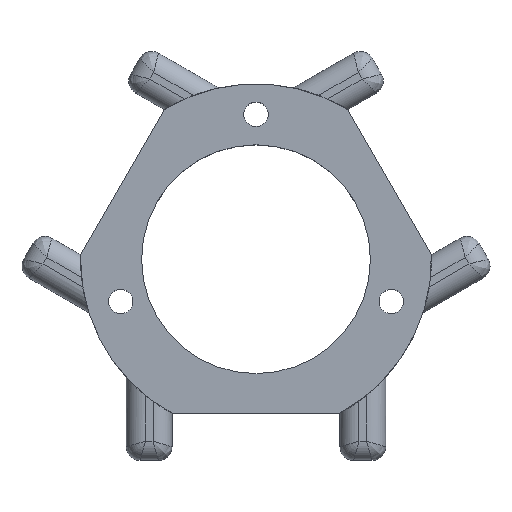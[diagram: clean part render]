
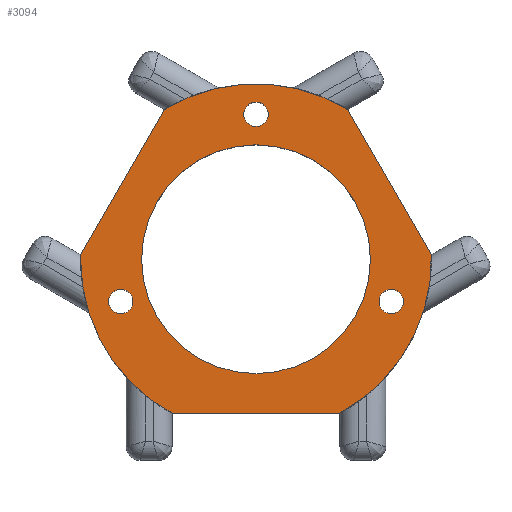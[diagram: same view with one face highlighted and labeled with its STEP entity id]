
A CAD part, top view. The second image highlights one B-rep face of the part: STEP entity #3094.
In plain terms, the highlighted planar face has unit normal (0, 0, 1).
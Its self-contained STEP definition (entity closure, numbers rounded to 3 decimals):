
#213 = AXIS2_PLACEMENT_3D ( 'NONE', #2806, #2807, #2808 ) ;
#217 = AXIS2_PLACEMENT_3D ( 'NONE', #3872, #3873, #3874 ) ;
#226 = AXIS2_PLACEMENT_3D ( 'NONE', #2809, #2810, #2811 ) ;
#232 = CIRCLE ( 'NONE', #302, 1.6 ) ;
#235 = AXIS2_PLACEMENT_3D ( 'NONE', #3861, #3862, #3863 ) ;
#250 = CIRCLE ( 'NONE', #317, 23. ) ;
#264 = VECTOR ( 'NONE', #2804, 1000. ) ;
#265 = VECTOR ( 'NONE', #2801, 1000. ) ;
#268 = CIRCLE ( 'NONE', #226, 15. ) ;
#275 = CIRCLE ( 'NONE', #235, 23. ) ;
#290 = CIRCLE ( 'NONE', #213, 1.6 ) ;
#298 = CIRCLE ( 'NONE', #217, 1.6 ) ;
#302 = AXIS2_PLACEMENT_3D ( 'NONE', #3877, #3878, #3879 ) ;
#310 = VECTOR ( 'NONE', #2799, 1000. ) ;
#317 = AXIS2_PLACEMENT_3D ( 'NONE', #3510, #3511, #3512 ) ;
#393 = CARTESIAN_POINT ( 'NONE',  ( 15., 0., 12. ) ) ;
#394 = CARTESIAN_POINT ( 'NONE',  ( -11., -20.199, 12. ) ) ;
#396 = CARTESIAN_POINT ( 'NONE',  ( -23., 0., 12. ) ) ;
#444 = CARTESIAN_POINT ( 'NONE',  ( -22.993, 0.573, 12. ) ) ;
#450 = CARTESIAN_POINT ( 'NONE',  ( -1.6, 19., 12. ) ) ;
#455 = CARTESIAN_POINT ( 'NONE',  ( -19.337, -5.544, 12. ) ) ;
#457 = CARTESIAN_POINT ( 'NONE',  ( 19.337, -5.544, 12. ) ) ;
#464 = CARTESIAN_POINT ( 'NONE',  ( 1.6, 19., 12. ) ) ;
#468 = CARTESIAN_POINT ( 'NONE',  ( -16.137, -5.544, 12. ) ) ;
#669 = CARTESIAN_POINT ( 'NONE',  ( 17.737, -5.544, 12. ) ) ;
#670 = DIRECTION ( 'NONE',  ( 0., 0., 1. ) ) ;
#671 = DIRECTION ( 'NONE',  ( 1., 0., 0. ) ) ;
#749 = CARTESIAN_POINT ( 'NONE',  ( 0., 0., 12. ) ) ;
#750 = DIRECTION ( 'NONE',  ( 0., 0., 1. ) ) ;
#751 = DIRECTION ( 'NONE',  ( 1., 0., 0. ) ) ;
#858 = CARTESIAN_POINT ( 'NONE',  ( 0., 0., 12. ) ) ;
#859 = DIRECTION ( 'NONE',  ( 0., 0., 1. ) ) ;
#860 = DIRECTION ( 'NONE',  ( 1., 0., 0. ) ) ;
#1020 = EDGE_CURVE ( 'NONE', #1396, #3537, #3764, .T. ) ;
#1021 = EDGE_CURVE ( 'NONE', #3698, #1347, #2795, .T. ) ;
#1022 = EDGE_CURVE ( 'NONE', #3700, #3697, #2794, .T. ) ;
#1023 = EDGE_CURVE ( 'NONE', #1416, #1402, #290, .T. ) ;
#1024 = EDGE_CURVE ( 'NONE', #1345, #3303, #268, .T. ) ;
#1036 = EDGE_CURVE ( 'NONE', #1396, #1346, #275, .T. ) ;
#1039 = EDGE_CURVE ( 'NONE', #1409, #3737, #298, .T. ) ;
#1040 = EDGE_CURVE ( 'NONE', #1420, #1407, #232, .T. ) ;
#1127 = ORIENTED_EDGE ( 'NONE', *, *, #1040, .F. ) ;
#1137 = EDGE_LOOP ( 'NONE', ( #1225, #1243, #1208, #1205, #1330, #1266, #1297 ) ) ;
#1138 = EDGE_LOOP ( 'NONE', ( #1277, #1259 ) ) ;
#1142 = EDGE_LOOP ( 'NONE', ( #1265, #1227 ) ) ;
#1147 = EDGE_LOOP ( 'NONE', ( #1127, #1222 ) ) ;
#1191 = EDGE_LOOP ( 'NONE', ( #1338, #1301 ) ) ;
#1205 = ORIENTED_EDGE ( 'NONE', *, *, #1021, .F. ) ;
#1208 = ORIENTED_EDGE ( 'NONE', *, *, #2865, .T. ) ;
#1222 = ORIENTED_EDGE ( 'NONE', *, *, #3075, .F. ) ;
#1225 = ORIENTED_EDGE ( 'NONE', *, *, #1020, .F. ) ;
#1227 = ORIENTED_EDGE ( 'NONE', *, *, #1888, .F. ) ;
#1243 = ORIENTED_EDGE ( 'NONE', *, *, #1036, .T. ) ;
#1259 = ORIENTED_EDGE ( 'NONE', *, *, #3059, .F. ) ;
#1265 = ORIENTED_EDGE ( 'NONE', *, *, #1039, .F. ) ;
#1266 = ORIENTED_EDGE ( 'NONE', *, *, #1022, .F. ) ;
#1277 = ORIENTED_EDGE ( 'NONE', *, *, #1023, .F. ) ;
#1297 = ORIENTED_EDGE ( 'NONE', *, *, #1442, .T. ) ;
#1301 = ORIENTED_EDGE ( 'NONE', *, *, #1024, .F. ) ;
#1330 = ORIENTED_EDGE ( 'NONE', *, *, #1920, .T. ) ;
#1338 = ORIENTED_EDGE ( 'NONE', *, *, #3316, .F. ) ;
#1345 = VERTEX_POINT ( 'NONE', #393 ) ;
#1346 = VERTEX_POINT ( 'NONE', #396 ) ;
#1347 = VERTEX_POINT ( 'NONE', #394 ) ;
#1396 = VERTEX_POINT ( 'NONE', #444 ) ;
#1402 = VERTEX_POINT ( 'NONE', #450 ) ;
#1407 = VERTEX_POINT ( 'NONE', #455 ) ;
#1409 = VERTEX_POINT ( 'NONE', #457 ) ;
#1416 = VERTEX_POINT ( 'NONE', #464 ) ;
#1420 = VERTEX_POINT ( 'NONE', #468 ) ;
#1442 = EDGE_CURVE ( 'NONE', #3700, #3537, #250, .T. ) ;
#1685 = CARTESIAN_POINT ( 'NONE',  ( 0., 19., 12. ) ) ;
#1686 = DIRECTION ( 'NONE',  ( 0., 0., 1. ) ) ;
#1687 = DIRECTION ( 'NONE',  ( 1., 0., 0. ) ) ;
#1874 = CARTESIAN_POINT ( 'NONE',  ( -17.737, -5.544, 12. ) ) ;
#1875 = DIRECTION ( 'NONE',  ( 0., 0., 1. ) ) ;
#1876 = DIRECTION ( 'NONE',  ( 1., 0., 0. ) ) ;
#1888 = EDGE_CURVE ( 'NONE', #3737, #1409, #3601, .T. ) ;
#1920 = EDGE_CURVE ( 'NONE', #3698, #3697, #3597, .T. ) ;
#2187 = FACE_BOUND ( 'NONE', #1191, .T. ) ;
#2188 = FACE_BOUND ( 'NONE', #1142, .T. ) ;
#2189 = PLANE ( 'NONE',  #2989 ) ;
#2190 = FACE_BOUND ( 'NONE', #1147, .T. ) ;
#2192 = FACE_OUTER_BOUND ( 'NONE', #1137, .T. ) ;
#2193 = CARTESIAN_POINT ( 'NONE',  ( 0., 0., 12. ) ) ;
#2194 = FACE_BOUND ( 'NONE', #1138, .T. ) ;
#2196 = DIRECTION ( 'NONE',  ( 0., 0., 1. ) ) ;
#2197 = DIRECTION ( 'NONE',  ( 1., 0., 0. ) ) ;
#2300 = CARTESIAN_POINT ( 'NONE',  ( -15., 0., 12. ) ) ;
#2314 = CARTESIAN_POINT ( 'NONE',  ( 0., 0., 12. ) ) ;
#2315 = DIRECTION ( 'NONE',  ( 0., 0., 1. ) ) ;
#2316 = DIRECTION ( 'NONE',  ( 1., 0., 0. ) ) ;
#2479 = CARTESIAN_POINT ( 'NONE',  ( -11.993, 19.626, 12. ) ) ;
#2607 = CARTESIAN_POINT ( 'NONE',  ( 22.993, 0.573, 12. ) ) ;
#2615 = CARTESIAN_POINT ( 'NONE',  ( 11., -20.199, 12. ) ) ;
#2617 = CARTESIAN_POINT ( 'NONE',  ( 11.993, 19.626, 12. ) ) ;
#2652 = CARTESIAN_POINT ( 'NONE',  ( 16.137, -5.544, 12. ) ) ;
#2794 = LINE ( 'NONE', #2802, #264 ) ;
#2795 = LINE ( 'NONE', #2800, #265 ) ;
#2799 = DIRECTION ( 'NONE',  ( 0.5, 0.866, 0. ) ) ;
#2800 = CARTESIAN_POINT ( 'NONE',  ( -11., -20.199, 12. ) ) ;
#2801 = DIRECTION ( 'NONE',  ( -1., 0., 0. ) ) ;
#2802 = CARTESIAN_POINT ( 'NONE',  ( 22.993, 0.573, 12. ) ) ;
#2804 = DIRECTION ( 'NONE',  ( 0.5, -0.866, 0. ) ) ;
#2806 = CARTESIAN_POINT ( 'NONE',  ( 0., 19., 12. ) ) ;
#2807 = DIRECTION ( 'NONE',  ( 0., 0., 1. ) ) ;
#2808 = DIRECTION ( 'NONE',  ( 1., 0., 0. ) ) ;
#2809 = CARTESIAN_POINT ( 'NONE',  ( 0., 0., 12. ) ) ;
#2810 = DIRECTION ( 'NONE',  ( 0., 0., 1. ) ) ;
#2811 = DIRECTION ( 'NONE',  ( 1., 0., 0. ) ) ;
#2865 = EDGE_CURVE ( 'NONE', #1346, #1347, #3634, .T. ) ;
#2930 = CIRCLE ( 'NONE', #2972, 1.6 ) ;
#2945 = AXIS2_PLACEMENT_3D ( 'NONE', #1874, #1875, #1876 ) ;
#2972 = AXIS2_PLACEMENT_3D ( 'NONE', #1685, #1686, #1687 ) ;
#2988 = CIRCLE ( 'NONE', #2945, 1.6 ) ;
#2989 = AXIS2_PLACEMENT_3D ( 'NONE', #2193, #2196, #2197 ) ;
#3002 = AXIS2_PLACEMENT_3D ( 'NONE', #2314, #2315, #2316 ) ;
#3009 = CIRCLE ( 'NONE', #3002, 15. ) ;
#3059 = EDGE_CURVE ( 'NONE', #1402, #1416, #2930, .T. ) ;
#3075 = EDGE_CURVE ( 'NONE', #1407, #1420, #2988, .T. ) ;
#3094 = ADVANCED_FACE ( 'NONE', ( #2188, #2190, #2192, #2194, #2187 ), #2189, .T. ) ;
#3303 = VERTEX_POINT ( 'NONE', #2300 ) ;
#3316 = EDGE_CURVE ( 'NONE', #3303, #1345, #3009, .T. ) ;
#3510 = CARTESIAN_POINT ( 'NONE',  ( 0., 0., 12. ) ) ;
#3511 = DIRECTION ( 'NONE',  ( 0., 0., 1. ) ) ;
#3512 = DIRECTION ( 'NONE',  ( 1., 0., 0. ) ) ;
#3537 = VERTEX_POINT ( 'NONE', #2479 ) ;
#3568 = AXIS2_PLACEMENT_3D ( 'NONE', #749, #750, #751 ) ;
#3571 = AXIS2_PLACEMENT_3D ( 'NONE', #669, #670, #671 ) ;
#3597 = CIRCLE ( 'NONE', #3568, 23. ) ;
#3601 = CIRCLE ( 'NONE', #3571, 1.6 ) ;
#3634 = CIRCLE ( 'NONE', #3656, 23. ) ;
#3656 = AXIS2_PLACEMENT_3D ( 'NONE', #858, #859, #860 ) ;
#3697 = VERTEX_POINT ( 'NONE', #2607 ) ;
#3698 = VERTEX_POINT ( 'NONE', #2615 ) ;
#3700 = VERTEX_POINT ( 'NONE', #2617 ) ;
#3737 = VERTEX_POINT ( 'NONE', #2652 ) ;
#3764 = LINE ( 'NONE', #3765, #310 ) ;
#3765 = CARTESIAN_POINT ( 'NONE',  ( -11.993, 19.626, 12. ) ) ;
#3861 = CARTESIAN_POINT ( 'NONE',  ( 0., 0., 12. ) ) ;
#3862 = DIRECTION ( 'NONE',  ( 0., 0., 1. ) ) ;
#3863 = DIRECTION ( 'NONE',  ( 1., 0., 0. ) ) ;
#3872 = CARTESIAN_POINT ( 'NONE',  ( 17.737, -5.544, 12. ) ) ;
#3873 = DIRECTION ( 'NONE',  ( 0., 0., 1. ) ) ;
#3874 = DIRECTION ( 'NONE',  ( 1., 0., 0. ) ) ;
#3877 = CARTESIAN_POINT ( 'NONE',  ( -17.737, -5.544, 12. ) ) ;
#3878 = DIRECTION ( 'NONE',  ( 0., 0., 1. ) ) ;
#3879 = DIRECTION ( 'NONE',  ( 1., 0., 0. ) ) ;
